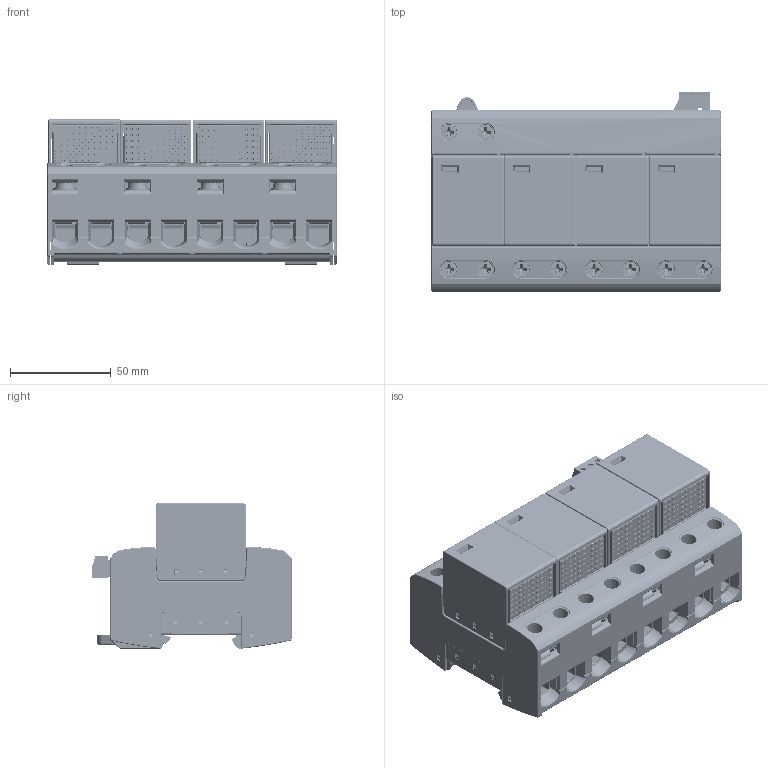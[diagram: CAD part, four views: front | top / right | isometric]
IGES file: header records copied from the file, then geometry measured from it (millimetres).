
Global section: file name: 902311_902404_ABB.sat.iam; native system: Autodesk Inventor 2019; preprocessor: unknown; author: ENG41718; date: 20230125.123651; units: millimetre
Bounding box: 143.5 x 98.8 x 72.13 mm (x, y, z)
Volume: 254777.5 mm3; surface area: 395470.9 mm2
Topology: 102 solids, 102 shells, 20679 faces, 56608 edges, 36272 vertices
Faces by surface type: plane 9763, cylinder 3541, revolution 3011, bspline 2843, cone 1521
